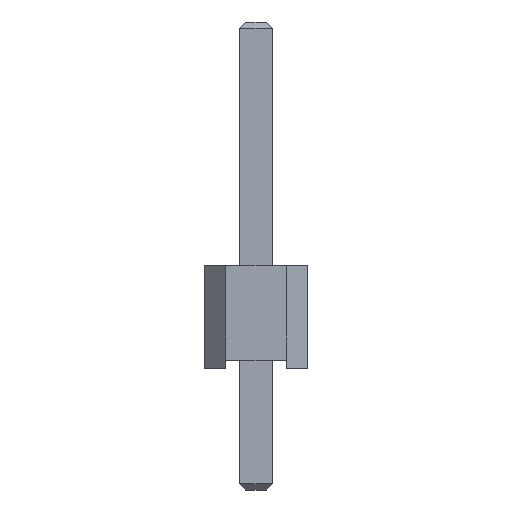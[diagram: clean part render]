
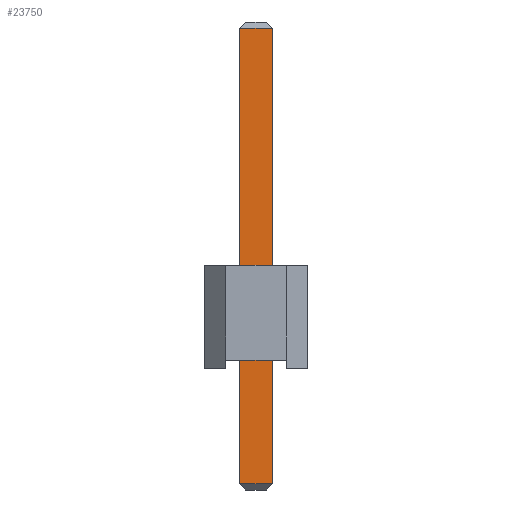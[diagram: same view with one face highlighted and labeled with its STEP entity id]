
A CAD part, front view. The second image highlights one B-rep face of the part: STEP entity #23750.
In plain terms, the highlighted planar face has unit normal (0, -1, 0).
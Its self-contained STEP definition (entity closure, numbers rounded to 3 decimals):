
#23338 = PLANE('',#23339);
#23339 = AXIS2_PLACEMENT_3D('',#23340,#23341,#23342);
#23340 = CARTESIAN_POINT('',(-0.4,-0.4,-3.));
#23341 = DIRECTION('',(-1.,0.,0.));
#23342 = DIRECTION('',(0.,1.,0.));
#23394 = PLANE('',#23395);
#23395 = AXIS2_PLACEMENT_3D('',#23396,#23397,#23398);
#23396 = CARTESIAN_POINT('',(0.4,0.4,-3.));
#23397 = DIRECTION('',(1.,0.,0.));
#23398 = DIRECTION('',(0.,-1.,0.));
#23435 = EDGE_CURVE('',#23436,#23438,#23440,.T.);
#23436 = VERTEX_POINT('',#23437);
#23437 = CARTESIAN_POINT('',(-0.4,-0.4,-2.85));
#23438 = VERTEX_POINT('',#23439);
#23439 = CARTESIAN_POINT('',(-0.4,-0.4,8.39));
#23440 = SURFACE_CURVE('',#23441,(#23445,#23452),.PCURVE_S1.);
#23441 = LINE('',#23442,#23443);
#23442 = CARTESIAN_POINT('',(-0.4,-0.4,-3.));
#23443 = VECTOR('',#23444,1.);
#23444 = DIRECTION('',(0.,0.,1.));
#23445 = PCURVE('',#23338,#23446);
#23446 = DEFINITIONAL_REPRESENTATION('',(#23447),#23451);
#23447 = LINE('',#23448,#23449);
#23448 = CARTESIAN_POINT('',(0.,0.));
#23449 = VECTOR('',#23450,1.);
#23450 = DIRECTION('',(0.,-1.));
#23451 = ( GEOMETRIC_REPRESENTATION_CONTEXT(2) 
PARAMETRIC_REPRESENTATION_CONTEXT() REPRESENTATION_CONTEXT('2D SPACE',''
  ) );
#23452 = PCURVE('',#23453,#23458);
#23453 = PLANE('',#23454);
#23454 = AXIS2_PLACEMENT_3D('',#23455,#23456,#23457);
#23455 = CARTESIAN_POINT('',(0.4,-0.4,-3.));
#23456 = DIRECTION('',(0.,-1.,0.));
#23457 = DIRECTION('',(-1.,0.,0.));
#23458 = DEFINITIONAL_REPRESENTATION('',(#23459),#23463);
#23459 = LINE('',#23460,#23461);
#23460 = CARTESIAN_POINT('',(0.8,0.));
#23461 = VECTOR('',#23462,1.);
#23462 = DIRECTION('',(0.,-1.));
#23463 = ( GEOMETRIC_REPRESENTATION_CONTEXT(2) 
PARAMETRIC_REPRESENTATION_CONTEXT() REPRESENTATION_CONTEXT('2D SPACE',''
  ) );
#23685 = VERTEX_POINT('',#23686);
#23686 = CARTESIAN_POINT('',(0.4,-0.4,8.39));
#23707 = EDGE_CURVE('',#23708,#23685,#23710,.T.);
#23708 = VERTEX_POINT('',#23709);
#23709 = CARTESIAN_POINT('',(0.4,-0.4,-2.85));
#23710 = SURFACE_CURVE('',#23711,(#23715,#23722),.PCURVE_S1.);
#23711 = LINE('',#23712,#23713);
#23712 = CARTESIAN_POINT('',(0.4,-0.4,-3.));
#23713 = VECTOR('',#23714,1.);
#23714 = DIRECTION('',(0.,0.,1.));
#23715 = PCURVE('',#23394,#23716);
#23716 = DEFINITIONAL_REPRESENTATION('',(#23717),#23721);
#23717 = LINE('',#23718,#23719);
#23718 = CARTESIAN_POINT('',(0.8,0.));
#23719 = VECTOR('',#23720,1.);
#23720 = DIRECTION('',(0.,-1.));
#23721 = ( GEOMETRIC_REPRESENTATION_CONTEXT(2) 
PARAMETRIC_REPRESENTATION_CONTEXT() REPRESENTATION_CONTEXT('2D SPACE',''
  ) );
#23722 = PCURVE('',#23453,#23723);
#23723 = DEFINITIONAL_REPRESENTATION('',(#23724),#23728);
#23724 = LINE('',#23725,#23726);
#23725 = CARTESIAN_POINT('',(0.,-0.));
#23726 = VECTOR('',#23727,1.);
#23727 = DIRECTION('',(0.,-1.));
#23728 = ( GEOMETRIC_REPRESENTATION_CONTEXT(2) 
PARAMETRIC_REPRESENTATION_CONTEXT() REPRESENTATION_CONTEXT('2D SPACE',''
  ) );
#23750 = ADVANCED_FACE('',(#23751),#23453,.T.);
#23751 = FACE_BOUND('',#23752,.T.);
#23752 = EDGE_LOOP('',(#23753,#23754,#23780,#23781));
#23753 = ORIENTED_EDGE('',*,*,#23707,.T.);
#23754 = ORIENTED_EDGE('',*,*,#23755,.T.);
#23755 = EDGE_CURVE('',#23685,#23438,#23756,.T.);
#23756 = SURFACE_CURVE('',#23757,(#23761,#23768),.PCURVE_S1.);
#23757 = LINE('',#23758,#23759);
#23758 = CARTESIAN_POINT('',(0.4,-0.4,8.39));
#23759 = VECTOR('',#23760,1.);
#23760 = DIRECTION('',(-1.,0.,0.));
#23761 = PCURVE('',#23453,#23762);
#23762 = DEFINITIONAL_REPRESENTATION('',(#23763),#23767);
#23763 = LINE('',#23764,#23765);
#23764 = CARTESIAN_POINT('',(0.,-11.39));
#23765 = VECTOR('',#23766,1.);
#23766 = DIRECTION('',(1.,0.));
#23767 = ( GEOMETRIC_REPRESENTATION_CONTEXT(2) 
PARAMETRIC_REPRESENTATION_CONTEXT() REPRESENTATION_CONTEXT('2D SPACE',''
  ) );
#23768 = PCURVE('',#23769,#23774);
#23769 = PLANE('',#23770);
#23770 = AXIS2_PLACEMENT_3D('',#23771,#23772,#23773);
#23771 = CARTESIAN_POINT('',(0.4,-0.325,8.465));
#23772 = DIRECTION('',(0.,-0.707,0.707));
#23773 = DIRECTION('',(1.,0.,0.));
#23774 = DEFINITIONAL_REPRESENTATION('',(#23775),#23779);
#23775 = LINE('',#23776,#23777);
#23776 = CARTESIAN_POINT('',(-0.,-0.106));
#23777 = VECTOR('',#23778,1.);
#23778 = DIRECTION('',(-1.,0.));
#23779 = ( GEOMETRIC_REPRESENTATION_CONTEXT(2) 
PARAMETRIC_REPRESENTATION_CONTEXT() REPRESENTATION_CONTEXT('2D SPACE',''
  ) );
#23780 = ORIENTED_EDGE('',*,*,#23435,.F.);
#23781 = ORIENTED_EDGE('',*,*,#23782,.F.);
#23782 = EDGE_CURVE('',#23708,#23436,#23783,.T.);
#23783 = SURFACE_CURVE('',#23784,(#23788,#23795),.PCURVE_S1.);
#23784 = LINE('',#23785,#23786);
#23785 = CARTESIAN_POINT('',(0.4,-0.4,-2.85));
#23786 = VECTOR('',#23787,1.);
#23787 = DIRECTION('',(-1.,0.,0.));
#23788 = PCURVE('',#23453,#23789);
#23789 = DEFINITIONAL_REPRESENTATION('',(#23790),#23794);
#23790 = LINE('',#23791,#23792);
#23791 = CARTESIAN_POINT('',(0.,-0.15));
#23792 = VECTOR('',#23793,1.);
#23793 = DIRECTION('',(1.,0.));
#23794 = ( GEOMETRIC_REPRESENTATION_CONTEXT(2) 
PARAMETRIC_REPRESENTATION_CONTEXT() REPRESENTATION_CONTEXT('2D SPACE',''
  ) );
#23795 = PCURVE('',#23796,#23801);
#23796 = PLANE('',#23797);
#23797 = AXIS2_PLACEMENT_3D('',#23798,#23799,#23800);
#23798 = CARTESIAN_POINT('',(0.4,-0.325,-2.925));
#23799 = DIRECTION('',(0.,0.707,0.707)
  );
#23800 = DIRECTION('',(1.,0.,0.));
#23801 = DEFINITIONAL_REPRESENTATION('',(#23802),#23806);
#23802 = LINE('',#23803,#23804);
#23803 = CARTESIAN_POINT('',(-0.,-0.106));
#23804 = VECTOR('',#23805,1.);
#23805 = DIRECTION('',(-1.,0.));
#23806 = ( GEOMETRIC_REPRESENTATION_CONTEXT(2) 
PARAMETRIC_REPRESENTATION_CONTEXT() REPRESENTATION_CONTEXT('2D SPACE',''
  ) );
